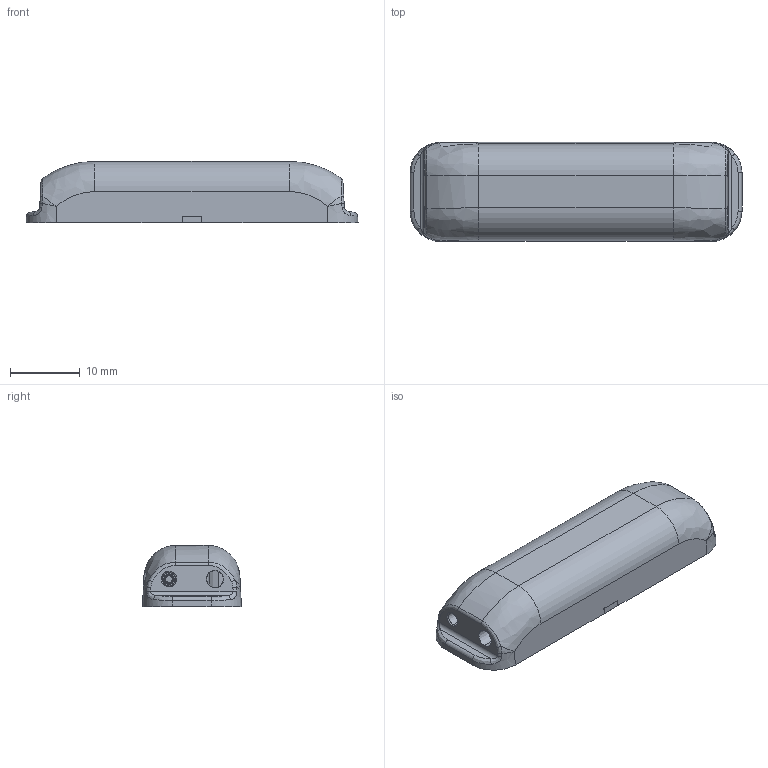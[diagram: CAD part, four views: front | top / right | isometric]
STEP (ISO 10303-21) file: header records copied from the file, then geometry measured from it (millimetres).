
FILE_DESCRIPTION (( 'STEP AP203' ), '1' );
FILE_NAME ('NNP-DWG-115-008-000 Power Module Header Assembly, 2 Port.STEP', '2024-08-21T19:24:13', ( '' ), ( '' ), 'SwSTEP 2.0', 'SolidWorks 2024', '' );
FILE_SCHEMA (( 'CONFIG_CONTROL_DESIGN' ));
Length unit declared in the file: inch
Products named in the file (13): NNP-DWG-110-008-000 BalSeal Block_symmetric part; NNP-DWG-115-008-000 Power Module Header Assembly, 2 Port; NNP-DWG-130-013-002 Balseal, Washer, CCW; NNP-DWG-110-016-000 Pre-Molded Header, 2-Port; NNP-DWG-130-005-000 BalSeal Assembly, Internal Cavity Single Seal; NNP-DWG-130-011-000 Balseal, Conductor_No Groove; NNP-MAT-150-010-000 NuSil Med-6215; NNP-DWG-130-011-000 Balseal, Conductor; NNP-DWG-135-003-000 SA, Balseal, CCW_CCW; NNP-DWG-130-013-001 Balseal, Washer, CW; NNP-DWG-130-012-001 Balseal, Spring, CW; NNP-DWG-130-012-002 Balseal, Spring, CCW; NNP-DWG-135-002-000 SA, Balseal, CW
Assembly tree (15 placements, depth 3):
  NNP-DWG-115-008-000 Power Module Header Assembly, 2 Port
    NNP-DWG-110-016-000 Pre-Molded Header, 2-Port
    NNP-DWG-110-008-000 BalSeal Block_symmetric part  x2
    NNP-DWG-135-002-000 SA, Balseal, CW  x2
      NNP-DWG-130-011-000 Balseal, Conductor
      NNP-DWG-130-012-001 Balseal, Spring, CW
      NNP-DWG-130-013-001 Balseal, Washer, CW
    NNP-DWG-135-003-000 SA, Balseal, CCW_CCW  x2
      NNP-DWG-130-013-002 Balseal, Washer, CCW
      NNP-DWG-130-012-002 Balseal, Spring, CCW
      NNP-DWG-130-011-000 Balseal, Conductor_No Groove
    NNP-DWG-130-005-000 BalSeal Assembly, Internal Cavity Single Seal  x2
  NNP-MAT-150-010-000 NuSil Med-6215
Bounding box: 47.65 x 14.25 x 8.76 mm (x, y, z)
Volume: 2406.9 mm3; surface area: 4124.6 mm2
Topology: 133 solids, 133 shells, 1151 faces, 2656 edges, 1520 vertices
Faces by surface type: torus 536, cylinder 216, plane 192, bspline 130, cone 70, sphere 7
Entity records: 26033 total; most frequent: CARTESIAN_POINT 8274, ORIENTED_EDGE 3490, DIRECTION 3445, EDGE_CURVE 1745, AXIS2_PLACEMENT_3D 1480, VERTEX_POINT 1014, CIRCLE 844, EDGE_LOOP 777
